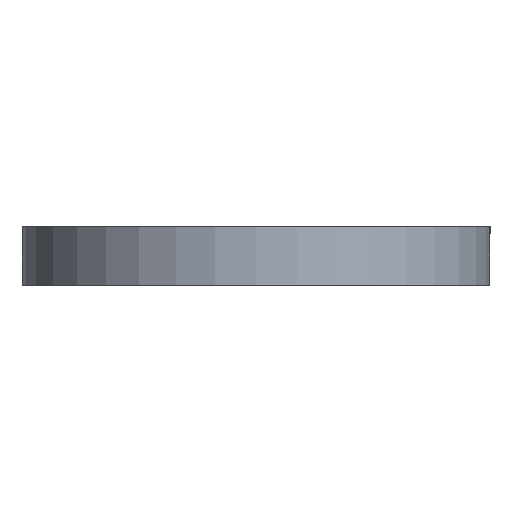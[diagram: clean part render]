
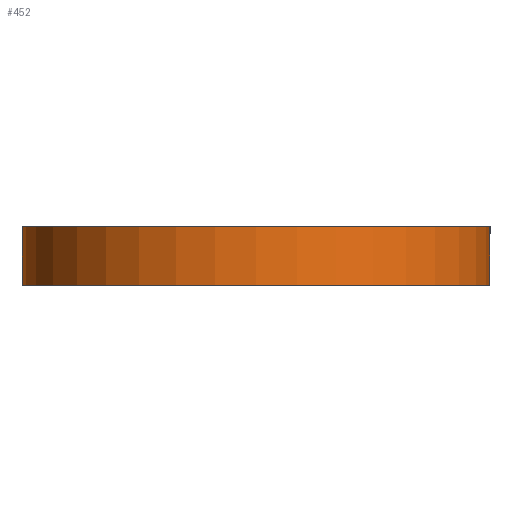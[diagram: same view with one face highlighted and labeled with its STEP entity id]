
A CAD part, left-side view. The second image highlights one B-rep face of the part: STEP entity #452.
In plain terms, the highlighted cylindrical face has radius 20 mm (diameter 40 mm), a partial arc.
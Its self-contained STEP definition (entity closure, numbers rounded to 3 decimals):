
#10 = ORIENTED_EDGE ( 'NONE', *, *, #474, .T. ) ;
#43 = ORIENTED_EDGE ( 'NONE', *, *, #514, .F. ) ;
#60 = DIRECTION ( 'NONE',  ( 0., -1., 0. ) ) ;
#105 = DIRECTION ( 'NONE',  ( 0., 0., 1. ) ) ;
#127 = VERTEX_POINT ( 'NONE', #509 ) ;
#181 = CARTESIAN_POINT ( 'NONE',  ( 0., 20., 0. ) ) ;
#182 = CARTESIAN_POINT ( 'NONE',  ( 0., 0., -5. ) ) ;
#228 = DIRECTION ( 'NONE',  ( 0., 1., 0. ) ) ;
#279 = DIRECTION ( 'NONE',  ( 0., 0., -1. ) ) ;
#305 = CIRCLE ( 'NONE', #653, 20. ) ;
#309 = CARTESIAN_POINT ( 'NONE',  ( 0., -20., -5. ) ) ;
#316 = EDGE_CURVE ( 'NONE', #389, #456, #305, .T. ) ;
#350 = EDGE_CURVE ( 'NONE', #127, #456, #912, .T. ) ;
#358 = DIRECTION ( 'NONE',  ( 0., -1., 0. ) ) ;
#389 = VERTEX_POINT ( 'NONE', #926 ) ;
#452 = ADVANCED_FACE ( 'NONE', ( #694 ), #860, .T. ) ;
#453 = EDGE_LOOP ( 'NONE', ( #847, #704, #43, #10 ) ) ;
#456 = VERTEX_POINT ( 'NONE', #309 ) ;
#466 = VECTOR ( 'NONE', #780, 1000. ) ;
#474 = EDGE_CURVE ( 'NONE', #813, #389, #848, .T. ) ;
#484 = VECTOR ( 'NONE', #279, 1000. ) ;
#500 = AXIS2_PLACEMENT_3D ( 'NONE', #938, #526, #60 ) ;
#509 = CARTESIAN_POINT ( 'NONE',  ( 0., -20., 0. ) ) ;
#514 = EDGE_CURVE ( 'NONE', #813, #127, #854, .T. ) ;
#526 = DIRECTION ( 'NONE',  ( 0., 0., 1. ) ) ;
#540 = CARTESIAN_POINT ( 'NONE',  ( 0., 0., 0. ) ) ;
#653 = AXIS2_PLACEMENT_3D ( 'NONE', #182, #105, #358 ) ;
#673 = CARTESIAN_POINT ( 'NONE',  ( 0., -20., 0. ) ) ;
#694 = FACE_OUTER_BOUND ( 'NONE', #453, .T. ) ;
#704 = ORIENTED_EDGE ( 'NONE', *, *, #350, .F. ) ;
#708 = CARTESIAN_POINT ( 'NONE',  ( 0., 20., 0. ) ) ;
#780 = DIRECTION ( 'NONE',  ( 0., 0., -1. ) ) ;
#813 = VERTEX_POINT ( 'NONE', #181 ) ;
#847 = ORIENTED_EDGE ( 'NONE', *, *, #316, .T. ) ;
#848 = LINE ( 'NONE', #708, #466 ) ;
#853 = DIRECTION ( 'NONE',  ( 0., 0., -1. ) ) ;
#854 = CIRCLE ( 'NONE', #500, 20. ) ;
#860 = CYLINDRICAL_SURFACE ( 'NONE', #919, 20. ) ;
#912 = LINE ( 'NONE', #673, #484 ) ;
#919 = AXIS2_PLACEMENT_3D ( 'NONE', #540, #853, #228 ) ;
#926 = CARTESIAN_POINT ( 'NONE',  ( 0., 20., -5. ) ) ;
#938 = CARTESIAN_POINT ( 'NONE',  ( 0., 0., 0. ) ) ;
